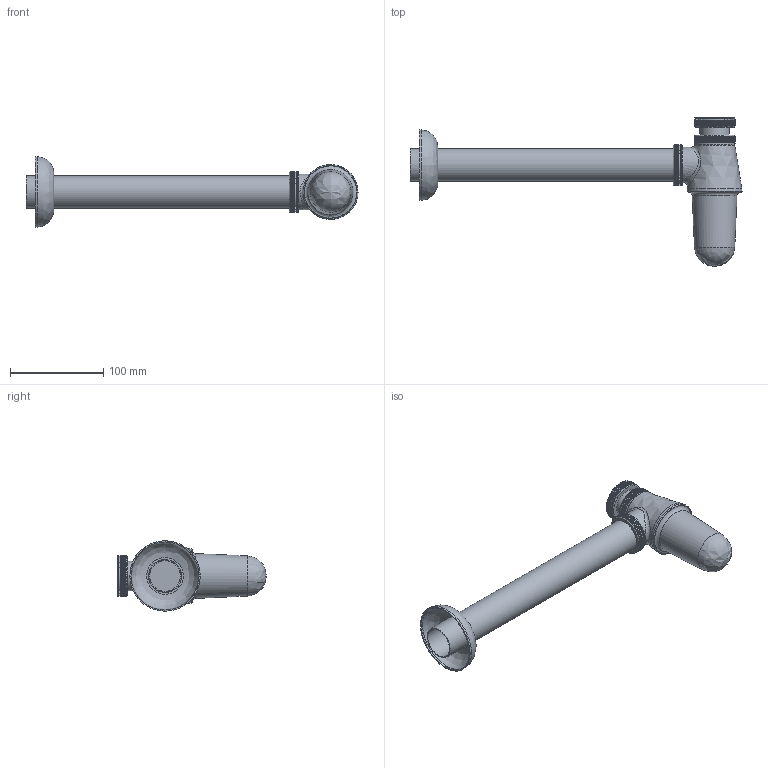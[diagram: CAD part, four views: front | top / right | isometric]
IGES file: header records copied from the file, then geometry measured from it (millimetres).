
Global section: file name: VA63-X; native system: Autodesk Inventor 2018; preprocessor: unknown; author: adaniels; date: 20170914.142159; units: millimetre
Bounding box: 356.98 x 160 x 75.59 mm (x, y, z)
Volume: 280265.9 mm3; surface area: 110250.4 mm2
Topology: 2 solids, 2 shells, 1016 faces, 2458 edges, 1648 vertices
Faces by surface type: bspline 1016
